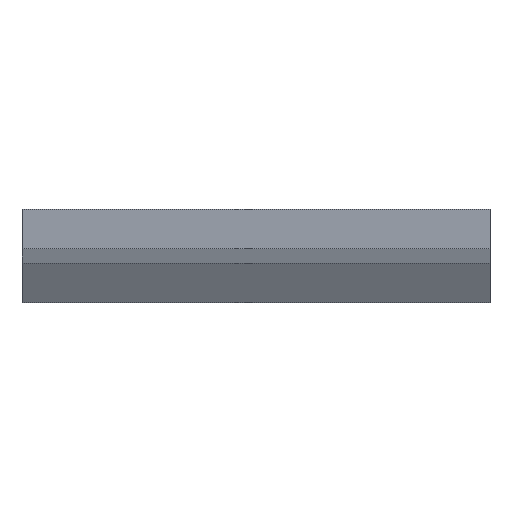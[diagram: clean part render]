
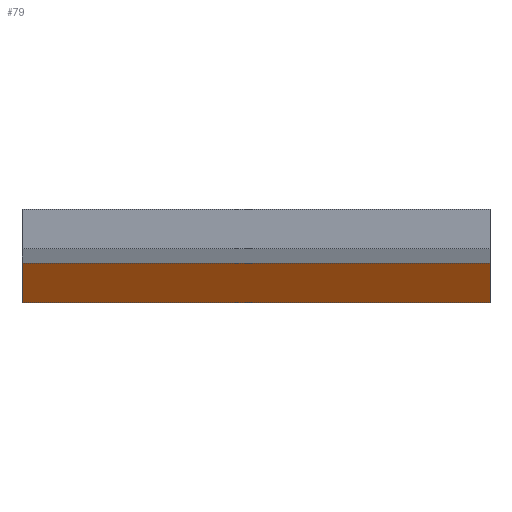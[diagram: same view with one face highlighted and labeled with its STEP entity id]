
A CAD part, front view. The second image highlights one B-rep face of the part: STEP entity #79.
In plain terms, the highlighted planar face has unit normal (0, -0.242, -0.97).
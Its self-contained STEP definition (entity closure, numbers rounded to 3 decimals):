
#24 = CARTESIAN_POINT ( 'NONE',  ( 20., -140., 1.989 ) ) ;
#27 = DIRECTION ( 'NONE',  ( -1., 0., 0. ) ) ;
#37 = CARTESIAN_POINT ( 'NONE',  ( 20., -119.866, -3.045 ) ) ;
#39 = VECTOR ( 'NONE', #174, 1000. ) ;
#56 = VERTEX_POINT ( 'NONE', #697 ) ;
#75 = LINE ( 'NONE', #24, #597 ) ;
#79 = ADVANCED_FACE ( 'NONE', ( #377 ), #590, .T. ) ;
#95 = ORIENTED_EDGE ( 'NONE', *, *, #116, .T. ) ;
#112 = DIRECTION ( 'NONE',  ( 0., -0.97, 0.243 ) ) ;
#116 = EDGE_CURVE ( 'NONE', #56, #535, #603, .T. ) ;
#118 = LINE ( 'NONE', #646, #419 ) ;
#174 = DIRECTION ( 'NONE',  ( 0., -0.97, 0.243 ) ) ;
#179 = VECTOR ( 'NONE', #112, 1000. ) ;
#238 = ORIENTED_EDGE ( 'NONE', *, *, #359, .F. ) ;
#272 = ORIENTED_EDGE ( 'NONE', *, *, #348, .F. ) ;
#323 = CARTESIAN_POINT ( 'NONE',  ( -15., -119.866, -3.045 ) ) ;
#348 = EDGE_CURVE ( 'NONE', #56, #482, #118, .T. ) ;
#359 = EDGE_CURVE ( 'NONE', #482, #562, #379, .T. ) ;
#360 = CARTESIAN_POINT ( 'NONE',  ( -15., -140., 1.989 ) ) ;
#377 = FACE_OUTER_BOUND ( 'NONE', #455, .T. ) ;
#379 = LINE ( 'NONE', #323, #179 ) ;
#419 = VECTOR ( 'NONE', #489, 1000. ) ;
#437 = DIRECTION ( 'NONE',  ( 0., -0.243, -0.97 ) ) ;
#442 = EDGE_CURVE ( 'NONE', #535, #562, #75, .T. ) ;
#455 = EDGE_LOOP ( 'NONE', ( #95, #614, #238, #272 ) ) ;
#459 = CARTESIAN_POINT ( 'NONE',  ( 15., -140., 1.989 ) ) ;
#482 = VERTEX_POINT ( 'NONE', #668 ) ;
#489 = DIRECTION ( 'NONE',  ( -1., 0., 0. ) ) ;
#535 = VERTEX_POINT ( 'NONE', #459 ) ;
#547 = CARTESIAN_POINT ( 'NONE',  ( 15., -119.866, -3.045 ) ) ;
#562 = VERTEX_POINT ( 'NONE', #360 ) ;
#590 = PLANE ( 'NONE',  #694 ) ;
#597 = VECTOR ( 'NONE', #27, 1000. ) ;
#603 = LINE ( 'NONE', #547, #39 ) ;
#614 = ORIENTED_EDGE ( 'NONE', *, *, #442, .T. ) ;
#646 = CARTESIAN_POINT ( 'NONE',  ( 20., -120., -3.011 ) ) ;
#648 = DIRECTION ( 'NONE',  ( 0., 0.97, -0.243 ) ) ;
#668 = CARTESIAN_POINT ( 'NONE',  ( -15., -120., -3.011 ) ) ;
#694 = AXIS2_PLACEMENT_3D ( 'NONE', #37, #437, #648 ) ;
#697 = CARTESIAN_POINT ( 'NONE',  ( 15., -120., -3.011 ) ) ;
